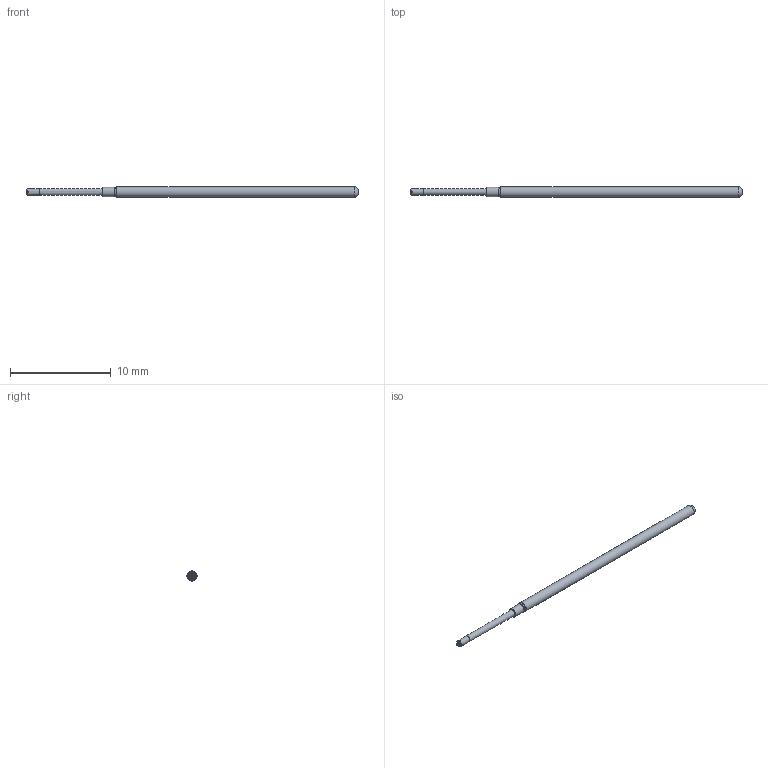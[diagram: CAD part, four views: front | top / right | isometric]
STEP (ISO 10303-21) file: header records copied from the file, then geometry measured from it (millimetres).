
FILE_DESCRIPTION (( 'STEP AP214' ), '1' );
FILE_NAME ('075-2549.STEP', '2021-01-13T16:56:20', ( '' ), ( '' ), 'SwSTEP 2.0', 'SolidWorks 2020', '' );
FILE_SCHEMA (( 'AUTOMOTIVE_DESIGN' ));
Length unit declared in the file: inch
Products named in the file (1): 075-2549
Bounding box: 33.02 x 1.02 x 1.02 mm (x, y, z)
Volume: 23.1 mm3; surface area: 97.8 mm2
Topology: 1 solids, 1 shells, 125 faces, 320 edges, 198 vertices
Faces by surface type: bspline 68, cone 47, torus 4, cylinder 3, plane 3
Full cylindrical faces by diameter (mm): 0.457 x1, 0.914 x1, 1.021 x1
Entity records: 7156 total; most frequent: CARTESIAN_POINT 3151, ORIENTED_EDGE 614, EDGE_CURVE 307, DIRECTION 306, B_SPLINE_CURVE_WITH_KNOTS 212, VERTEX_POINT 195, AXIS2_PLACEMENT_3D 153, EDGE_LOOP 136
